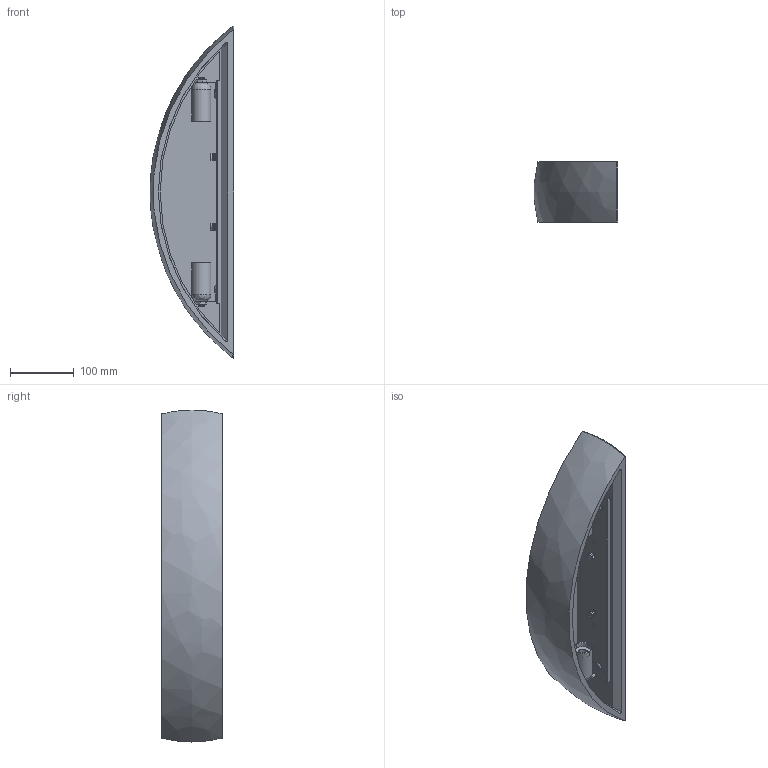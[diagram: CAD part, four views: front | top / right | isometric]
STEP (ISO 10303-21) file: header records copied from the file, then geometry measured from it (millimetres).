
FILE_DESCRIPTION((''),'2;1');
FILE_NAME('GM79B014_ASM','2020-07-24T15:41:17',('Administrator'),(''),'CREO PARAMETRIC BY PTC INC, 2020033','CREO PARAMETRIC BY PTC INC, 2020033','');
FILE_SCHEMA(('CONFIG_CONTROL_DESIGN'));
Products named in the file (16): GM79B014; GB350X60; M4X22; DP-01; GB-02; M5X30; LM-M5; 0202023_ASM; HXT-02; M510X11; 7ZIJIA; E14GUANGSHEN; M10-20; M10-4LUOMU; E14ZUZHUANG_ASM; GM79B014_ASM
Assembly tree (26 placements, depth 3):
  GM79B014_ASM
    GM79B014
    GB350X60
    M4X22  x2
    DP-01  x2
    0202023_ASM
      GB-02
      DP-01  x4
      M5X30  x2
      LM-M5  x2
    HXT-02  x2
    M510X11  x2
    E14ZUZHUANG_ASM  x2
      7ZIJIA
      E14GUANGSHEN
      M10-20
      M10-4LUOMU
Bounding box: 131.46 x 95 x 520.64 mm (x, y, z)
Volume: 1552605 mm3; surface area: 385798.2 mm2
Topology: 29 solids, 31 shells, 1329 faces, 3852 edges, 2596 vertices
Faces by surface type: cylinder 801, plane 258, bspline 165, torus 89, cone 12, sphere 4
Entity records: 50816 total; most frequent: CARTESIAN_POINT 30221, ORIENTED_EDGE 4538, DIRECTION 3949, EDGE_CURVE 2269, AXIS2_PLACEMENT_3D 1546, VERTEX_POINT 1520, EDGE_LOOP 875, VECTOR 857
